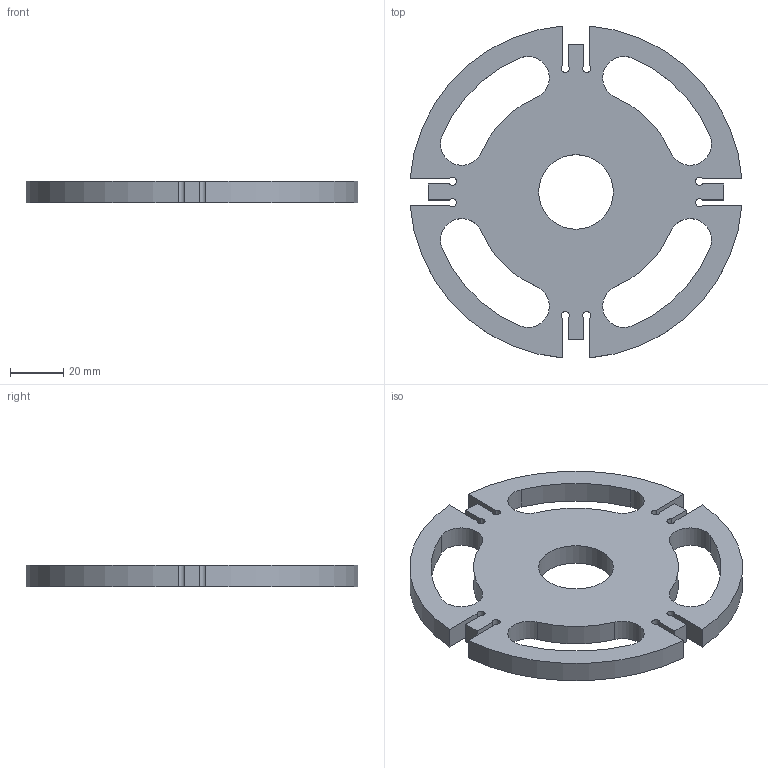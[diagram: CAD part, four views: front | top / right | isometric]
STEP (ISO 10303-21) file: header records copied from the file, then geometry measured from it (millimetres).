
FILE_DESCRIPTION( ( 'STEP AP214' ), '1' );
FILE_NAME( ' ', ' ', ( ' ' ), ( ' ' ), 'PSStep 10.0', ' ', ' ' );
FILE_SCHEMA( ( 'automotive_design' ) );
Length unit declared in the file: millimetre
Products named in the file (1): Corps principal
Bounding box: 124.6 x 124.6 x 8 mm (x, y, z)
Volume: 64682.2 mm3; surface area: 25727.2 mm2
Topology: 1 solids, 1 shells, 51 faces, 147 edges, 98 vertices
Faces by surface type: cylinder 29, plane 22
Full cylindrical faces by diameter (mm): 28 x1
Entity records: 2138 total; most frequent: DIRECTION 308, CARTESIAN_POINT 296, ORIENTED_EDGE 292, EDGE_CURVE 146, AXIS2_PLACEMENT_3D 110, VERTEX_POINT 98, LINE 88, VECTOR 88
